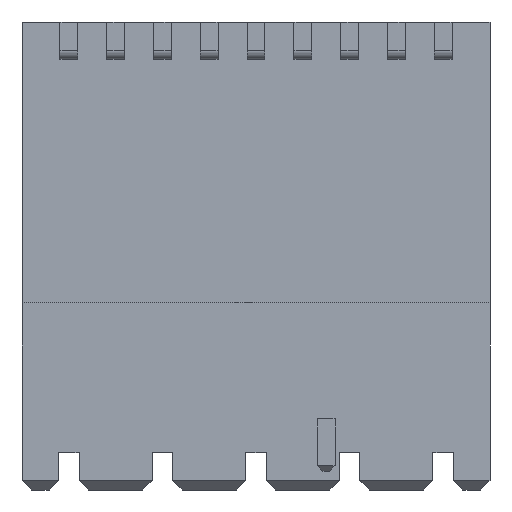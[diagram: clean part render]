
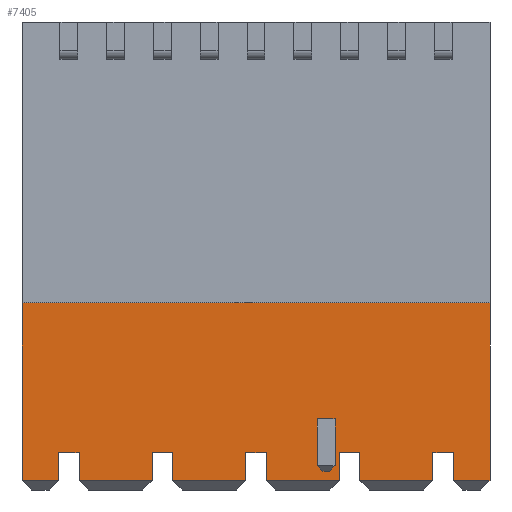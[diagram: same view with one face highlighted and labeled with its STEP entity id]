
A CAD part, front view. The second image highlights one B-rep face of the part: STEP entity #7405.
In plain terms, the highlighted planar face has unit normal (0, -1, 0).
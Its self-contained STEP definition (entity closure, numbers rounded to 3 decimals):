
#1838=ORIENTED_EDGE('',*,*,#3163,.F.);
#1839=ORIENTED_EDGE('',*,*,#3164,.T.);
#1840=ORIENTED_EDGE('',*,*,#3165,.T.);
#1841=ORIENTED_EDGE('',*,*,#3166,.T.);
#1842=ORIENTED_EDGE('',*,*,#3167,.F.);
#1843=ORIENTED_EDGE('',*,*,#3168,.T.);
#1844=ORIENTED_EDGE('',*,*,#2580,.F.);
#1845=ORIENTED_EDGE('',*,*,#2504,.T.);
#1846=ORIENTED_EDGE('',*,*,#2588,.T.);
#1847=ORIENTED_EDGE('',*,*,#3161,.T.);
#1848=ORIENTED_EDGE('',*,*,#3124,.T.);
#1849=ORIENTED_EDGE('',*,*,#3122,.F.);
#1850=ORIENTED_EDGE('',*,*,#3128,.F.);
#1851=ORIENTED_EDGE('',*,*,#3119,.T.);
#1852=ORIENTED_EDGE('',*,*,#3117,.F.);
#1853=ORIENTED_EDGE('',*,*,#3115,.T.);
#1854=ORIENTED_EDGE('',*,*,#3111,.T.);
#1855=ORIENTED_EDGE('',*,*,#3110,.T.);
#1856=ORIENTED_EDGE('',*,*,#3108,.F.);
#1857=ORIENTED_EDGE('',*,*,#3106,.T.);
#1858=ORIENTED_EDGE('',*,*,#3102,.T.);
#1859=ORIENTED_EDGE('',*,*,#3101,.T.);
#1860=ORIENTED_EDGE('',*,*,#3100,.F.);
#1861=ORIENTED_EDGE('',*,*,#3098,.T.);
#1862=ORIENTED_EDGE('',*,*,#3096,.T.);
#1863=ORIENTED_EDGE('',*,*,#3095,.T.);
#1864=ORIENTED_EDGE('',*,*,#3094,.F.);
#1865=ORIENTED_EDGE('',*,*,#3092,.T.);
#1866=ORIENTED_EDGE('',*,*,#3090,.T.);
#1867=ORIENTED_EDGE('',*,*,#3160,.T.);
#2504=EDGE_CURVE('',#3461,#3460,#4202,.T.);
#2580=EDGE_CURVE('',#3461,#3444,#4278,.T.);
#2588=EDGE_CURVE('',#3460,#3452,#4286,.T.);
#3090=EDGE_CURVE('',#3849,#3848,#4788,.T.);
#3092=EDGE_CURVE('',#3850,#3849,#4790,.T.);
#3094=EDGE_CURVE('',#3850,#3721,#4792,.T.);
#3095=EDGE_CURVE('',#3726,#3721,#4793,.T.);
#3096=EDGE_CURVE('',#3851,#3726,#4794,.T.);
#3098=EDGE_CURVE('',#3852,#3851,#4796,.T.);
#3100=EDGE_CURVE('',#3852,#3736,#4798,.T.);
#3101=EDGE_CURVE('',#3741,#3736,#4799,.T.);
#3102=EDGE_CURVE('',#3853,#3741,#4800,.T.);
#3106=EDGE_CURVE('',#3856,#3853,#4804,.T.);
#3108=EDGE_CURVE('',#3856,#3751,#4806,.T.);
#3110=EDGE_CURVE('',#3756,#3751,#4808,.T.);
#3111=EDGE_CURVE('',#3857,#3756,#4809,.T.);
#3115=EDGE_CURVE('',#3860,#3857,#4813,.T.);
#3117=EDGE_CURVE('',#3860,#3766,#4815,.T.);
#3119=EDGE_CURVE('',#3780,#3766,#4817,.T.);
#3122=EDGE_CURVE('',#3862,#3861,#4820,.T.);
#3124=EDGE_CURVE('',#3829,#3861,#4822,.T.);
#3128=EDGE_CURVE('',#3780,#3862,#4826,.T.);
#3160=EDGE_CURVE('',#3848,#3444,#4858,.T.);
#3161=EDGE_CURVE('',#3452,#3829,#4859,.T.);
#3163=EDGE_CURVE('',#3874,#3875,#4861,.T.);
#3164=EDGE_CURVE('',#3874,#3876,#4862,.T.);
#3165=EDGE_CURVE('',#3876,#3877,#4863,.T.);
#3166=EDGE_CURVE('',#3877,#3878,#4864,.F.);
#3167=EDGE_CURVE('',#3879,#3878,#4865,.T.);
#3168=EDGE_CURVE('',#3879,#3875,#4866,.F.);
#3444=VERTEX_POINT('',#10325);
#3452=VERTEX_POINT('',#10347);
#3460=VERTEX_POINT('',#10365);
#3461=VERTEX_POINT('',#10367);
#3721=VERTEX_POINT('',#11134);
#3726=VERTEX_POINT('',#11148);
#3736=VERTEX_POINT('',#11176);
#3741=VERTEX_POINT('',#11190);
#3751=VERTEX_POINT('',#11218);
#3756=VERTEX_POINT('',#11232);
#3766=VERTEX_POINT('',#11260);
#3780=VERTEX_POINT('',#11304);
#3829=VERTEX_POINT('',#11475);
#3848=VERTEX_POINT('',#11535);
#3849=VERTEX_POINT('',#11537);
#3850=VERTEX_POINT('',#11541);
#3851=VERTEX_POINT('',#11549);
#3852=VERTEX_POINT('',#11553);
#3853=VERTEX_POINT('',#11561);
#3856=VERTEX_POINT('',#11569);
#3857=VERTEX_POINT('',#11578);
#3860=VERTEX_POINT('',#11586);
#3861=VERTEX_POINT('',#11595);
#3862=VERTEX_POINT('',#11597);
#3874=VERTEX_POINT('',#11681);
#3875=VERTEX_POINT('',#11682);
#3876=VERTEX_POINT('',#11684);
#3877=VERTEX_POINT('',#11686);
#3878=VERTEX_POINT('',#11688);
#3879=VERTEX_POINT('',#11690);
#4202=LINE('',#10366,#5214);
#4278=LINE('',#10523,#5290);
#4286=LINE('',#10536,#5298);
#4788=LINE('',#11536,#5800);
#4790=LINE('',#11540,#5802);
#4792=LINE('',#11544,#5804);
#4793=LINE('',#11546,#5805);
#4794=LINE('',#11548,#5806);
#4796=LINE('',#11552,#5808);
#4798=LINE('',#11556,#5810);
#4799=LINE('',#11558,#5811);
#4800=LINE('',#11560,#5812);
#4804=LINE('',#11568,#5816);
#4806=LINE('',#11572,#5818);
#4808=LINE('',#11575,#5820);
#4809=LINE('',#11577,#5821);
#4813=LINE('',#11585,#5825);
#4815=LINE('',#11589,#5827);
#4817=LINE('',#11592,#5829);
#4820=LINE('',#11598,#5832);
#4822=LINE('',#11602,#5834);
#4826=LINE('',#11608,#5838);
#4858=LINE('',#11674,#5870);
#4859=LINE('',#11677,#5871);
#4861=LINE('',#11680,#5873);
#4862=LINE('',#11683,#5874);
#4863=LINE('',#11685,#5875);
#4864=LINE('',#11687,#5876);
#4865=LINE('',#11689,#5877);
#4866=LINE('',#11691,#5878);
#5214=VECTOR('',#8427,1000.);
#5290=VECTOR('',#8557,1000.);
#5298=VECTOR('',#8571,1000.);
#5800=VECTOR('',#9405,1000.);
#5802=VECTOR('',#9409,1000.);
#5804=VECTOR('',#9413,1000.);
#5805=VECTOR('',#9416,1000.);
#5806=VECTOR('',#9419,1000.);
#5808=VECTOR('',#9423,1000.);
#5810=VECTOR('',#9427,1000.);
#5811=VECTOR('',#9430,1000.);
#5812=VECTOR('',#9433,1000.);
#5816=VECTOR('',#9439,1000.);
#5818=VECTOR('',#9443,1000.);
#5820=VECTOR('',#9447,1000.);
#5821=VECTOR('',#9450,1000.);
#5825=VECTOR('',#9456,1000.);
#5827=VECTOR('',#9460,1000.);
#5829=VECTOR('',#9464,1000.);
#5832=VECTOR('',#9469,1000.);
#5834=VECTOR('',#9475,1000.);
#5838=VECTOR('',#9483,1000.);
#5870=VECTOR('',#9561,1000.);
#5871=VECTOR('',#9566,1000.);
#5873=VECTOR('',#9570,1000.);
#5874=VECTOR('',#9571,1000.);
#5875=VECTOR('',#9572,1000.);
#5876=VECTOR('',#9573,1000.);
#5877=VECTOR('',#9574,1000.);
#5878=VECTOR('',#9575,1000.);
#6277=EDGE_LOOP('',(#1838,#1839,#1840,#1841,#1842,#1843));
#6278=EDGE_LOOP('',(#1844,#1845,#1846,#1847,#1848,#1849,#1850,#1851,#1852,
#1853,#1854,#1855,#1856,#1857,#1858,#1859,#1860,#1861,#1862,#1863,#1864,
#1865,#1866,#1867));
#6667=FACE_BOUND('',#6277,.T.);
#6668=FACE_BOUND('',#6278,.T.);
#7033=PLANE('',#7827);
#7405=ADVANCED_FACE('',(#6667,#6668),#7033,.F.);
#7827=AXIS2_PLACEMENT_3D('',#11679,#9568,#9569);
#8427=DIRECTION('',(1.,0.,0.));
#8557=DIRECTION('',(0.,0.,-1.));
#8571=DIRECTION('',(0.,0.,-1.));
#9405=DIRECTION('',(0.,0.,-1.));
#9409=DIRECTION('',(1.,0.,0.));
#9413=DIRECTION('',(0.,0.,-1.));
#9416=DIRECTION('',(1.,0.,0.));
#9419=DIRECTION('',(0.,0.,-1.));
#9423=DIRECTION('',(1.,0.,0.));
#9427=DIRECTION('',(0.,0.,-1.));
#9430=DIRECTION('',(1.,0.,0.));
#9433=DIRECTION('',(0.,0.,-1.));
#9439=DIRECTION('',(1.,0.,0.));
#9443=DIRECTION('',(0.,0.,-1.));
#9447=DIRECTION('',(1.,0.,0.));
#9450=DIRECTION('',(0.,0.,-1.));
#9456=DIRECTION('',(1.,0.,0.));
#9460=DIRECTION('',(0.,0.,-1.));
#9464=DIRECTION('',(1.,0.,0.));
#9469=DIRECTION('',(1.,0.,0.));
#9475=DIRECTION('',(0.,0.,1.));
#9483=DIRECTION('',(0.,0.,1.));
#9561=DIRECTION('',(1.,0.,0.));
#9566=DIRECTION('',(1.,0.,0.));
#9568=DIRECTION('',(0.,1.,0.));
#9569=DIRECTION('',(0.,0.,1.));
#9570=DIRECTION('',(0.,0.,-1.));
#9571=DIRECTION('',(1.,0.,0.));
#9572=DIRECTION('',(0.,0.,-1.));
#9573=DIRECTION('',(0.707,0.,0.707));
#9574=DIRECTION('',(1.,0.,0.));
#9575=DIRECTION('',(0.707,0.,-0.707));
#10325=CARTESIAN_POINT('',(9.45,-4.5,-12.));
#10347=CARTESIAN_POINT('',(10.55,-4.5,-12.));
#10365=CARTESIAN_POINT('',(10.55,-4.5,-10.5));
#10366=CARTESIAN_POINT('',(-12.5,-4.5,-10.5));
#10367=CARTESIAN_POINT('',(9.45,-4.5,-10.5));
#10523=CARTESIAN_POINT('',(9.45,-4.5,-10.5));
#10536=CARTESIAN_POINT('',(10.55,-4.5,-10.5));
#11134=CARTESIAN_POINT('',(4.45,-4.5,-12.));
#11148=CARTESIAN_POINT('',(0.55,-4.5,-12.));
#11176=CARTESIAN_POINT('',(-0.55,-4.5,-12.));
#11190=CARTESIAN_POINT('',(-4.45,-4.5,-12.));
#11218=CARTESIAN_POINT('',(-5.55,-4.5,-12.));
#11232=CARTESIAN_POINT('',(-9.45,-4.5,-12.));
#11260=CARTESIAN_POINT('',(-10.55,-4.5,-12.));
#11304=CARTESIAN_POINT('',(-12.5,-4.5,-12.));
#11475=CARTESIAN_POINT('',(12.5,-4.5,-12.));
#11535=CARTESIAN_POINT('',(5.55,-4.5,-12.));
#11536=CARTESIAN_POINT('',(5.55,-4.5,-10.5));
#11537=CARTESIAN_POINT('',(5.55,-4.5,-10.5));
#11540=CARTESIAN_POINT('',(-2.5,-4.5,-10.5));
#11541=CARTESIAN_POINT('',(4.45,-4.5,-10.5));
#11544=CARTESIAN_POINT('',(4.45,-4.5,-10.5));
#11546=CARTESIAN_POINT('',(-12.5,-4.5,-12.));
#11548=CARTESIAN_POINT('',(0.55,-4.5,-10.5));
#11549=CARTESIAN_POINT('',(0.55,-4.5,-10.5));
#11552=CARTESIAN_POINT('',(-7.5,-4.5,-10.5));
#11553=CARTESIAN_POINT('',(-0.55,-4.5,-10.5));
#11556=CARTESIAN_POINT('',(-0.55,-4.5,-10.5));
#11558=CARTESIAN_POINT('',(-12.5,-4.5,-12.));
#11560=CARTESIAN_POINT('',(-4.45,-4.5,-10.5));
#11561=CARTESIAN_POINT('',(-4.45,-4.5,-10.5));
#11568=CARTESIAN_POINT('',(-12.5,-4.5,-10.5));
#11569=CARTESIAN_POINT('',(-5.55,-4.5,-10.5));
#11572=CARTESIAN_POINT('',(-5.55,-4.5,-10.5));
#11575=CARTESIAN_POINT('',(-12.5,-4.5,-12.));
#11577=CARTESIAN_POINT('',(-9.45,-4.5,-10.5));
#11578=CARTESIAN_POINT('',(-9.45,-4.5,-10.5));
#11585=CARTESIAN_POINT('',(-10.55,-4.5,-10.5));
#11586=CARTESIAN_POINT('',(-10.55,-4.5,-10.5));
#11589=CARTESIAN_POINT('',(-10.55,-4.5,-10.5));
#11592=CARTESIAN_POINT('',(-12.5,-4.5,-12.));
#11595=CARTESIAN_POINT('',(12.5,-4.5,-2.5));
#11597=CARTESIAN_POINT('',(-12.5,-4.5,-2.5));
#11598=CARTESIAN_POINT('',(-12.5,-4.5,-2.5));
#11602=CARTESIAN_POINT('',(12.5,-4.5,-2.5));
#11608=CARTESIAN_POINT('',(-12.5,-4.5,-2.5));
#11674=CARTESIAN_POINT('',(-12.5,-4.5,-12.));
#11677=CARTESIAN_POINT('',(-12.5,-4.5,-12.));
#11679=CARTESIAN_POINT('',(-12.5,-4.5,-2.5));
#11680=CARTESIAN_POINT('',(3.275,-4.5,-8.7));
#11681=CARTESIAN_POINT('',(3.275,-4.5,-8.7));
#11682=CARTESIAN_POINT('',(3.275,-4.5,-11.2));
#11683=CARTESIAN_POINT('',(3.275,-4.5,-8.7));
#11684=CARTESIAN_POINT('',(4.225,-4.5,-8.7));
#11685=CARTESIAN_POINT('',(4.225,-4.5,-8.7));
#11686=CARTESIAN_POINT('',(4.225,-4.5,-11.2));
#11687=CARTESIAN_POINT('',(0.212,-4.5,-15.213));
#11688=CARTESIAN_POINT('',(3.925,-4.5,-11.5));
#11689=CARTESIAN_POINT('',(3.275,-4.5,-11.5));
#11690=CARTESIAN_POINT('',(3.575,-4.5,-11.5));
#11691=CARTESIAN_POINT('',(-8.963,-4.5,1.038));
